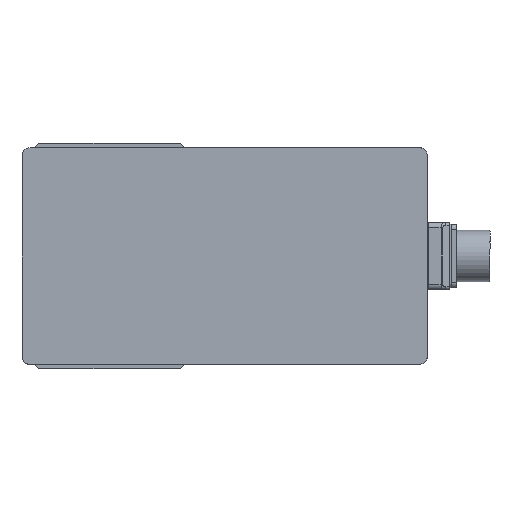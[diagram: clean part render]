
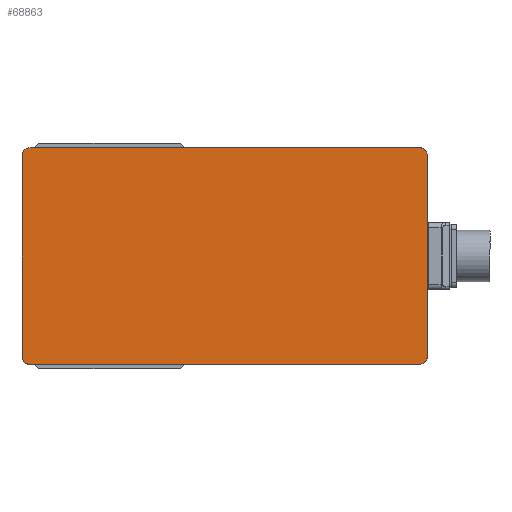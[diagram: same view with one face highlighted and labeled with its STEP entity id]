
A CAD part, front view. The second image highlights one B-rep face of the part: STEP entity #68863.
In plain terms, the highlighted face is planar.
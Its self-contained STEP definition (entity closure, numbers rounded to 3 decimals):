
#547 = AXIS2_PLACEMENT_3D ( 'NONE', #3448, #25833, #48261 ) ;
#678 = DIRECTION ( 'NONE',  ( -1., 0., 0. ) ) ;
#804 = CARTESIAN_POINT ( 'NONE',  ( -60., -52.501, -141. ) ) ;
#3448 = CARTESIAN_POINT ( 'NONE',  ( 60., -47.5, -141. ) ) ;
#3603 = DIRECTION ( 'NONE',  ( 0., 0., -1. ) ) ;
#5178 = CIRCLE ( 'NONE', #12201, 5.001 ) ;
#5382 = VECTOR ( 'NONE', #33457, 1000. ) ;
#5553 = LINE ( 'NONE', #12522, #5382 ) ;
#9903 = ORIENTED_EDGE ( 'NONE', *, *, #24369, .T. ) ;
#11310 = EDGE_CURVE ( 'NONE', #41308, #62305, #72588, .T. ) ;
#12201 = AXIS2_PLACEMENT_3D ( 'NONE', #31384, #64135, #678 ) ;
#12522 = CARTESIAN_POINT ( 'NONE',  ( -60., 190.501, -141. ) ) ;
#14185 = AXIS2_PLACEMENT_3D ( 'NONE', #42442, #53104, #53473 ) ;
#16955 = ORIENTED_EDGE ( 'NONE', *, *, #59951, .T. ) ;
#20111 = CARTESIAN_POINT ( 'NONE',  ( 60., -52.501, -141. ) ) ;
#20373 = VERTEX_POINT ( 'NONE', #60804 ) ;
#22536 = ORIENTED_EDGE ( 'NONE', *, *, #53958, .T. ) ;
#24197 = CIRCLE ( 'NONE', #71182, 5.001 ) ;
#24369 = EDGE_CURVE ( 'NONE', #62305, #20373, #52901, .T. ) ;
#25833 = DIRECTION ( 'NONE',  ( 0., 0., -1. ) ) ;
#26254 = VECTOR ( 'NONE', #62859, 1000. ) ;
#27000 = DIRECTION ( 'NONE',  ( 0., -1., 0. ) ) ;
#27129 = VERTEX_POINT ( 'NONE', #28386 ) ;
#27381 = ORIENTED_EDGE ( 'NONE', *, *, #55751, .T. ) ;
#28194 = CARTESIAN_POINT ( 'NONE',  ( 65.001, 185.5, -141. ) ) ;
#28386 = CARTESIAN_POINT ( 'NONE',  ( -60., 190.501, -141. ) ) ;
#28641 = CARTESIAN_POINT ( 'NONE',  ( 65.001, -47.5, -141. ) ) ;
#31384 = CARTESIAN_POINT ( 'NONE',  ( -60., 185.5, -141. ) ) ;
#31492 = CARTESIAN_POINT ( 'NONE',  ( 60., 185.5, -141. ) ) ;
#32588 = DIRECTION ( 'NONE',  ( -1., 0., 0. ) ) ;
#33049 = VERTEX_POINT ( 'NONE', #63317 ) ;
#33457 = DIRECTION ( 'NONE',  ( 1., 0., 0. ) ) ;
#36901 = ORIENTED_EDGE ( 'NONE', *, *, #38935, .T. ) ;
#37012 = DIRECTION ( 'NONE',  ( 0., 0., -1. ) ) ;
#38935 = EDGE_CURVE ( 'NONE', #60781, #27129, #5178, .T. ) ;
#40153 = EDGE_CURVE ( 'NONE', #64097, #41308, #58931, .T. ) ;
#40406 = CARTESIAN_POINT ( 'NONE',  ( -65.001, -47.5, -141. ) ) ;
#41294 = VECTOR ( 'NONE', #70834, 1000. ) ;
#41308 = VERTEX_POINT ( 'NONE', #28194 ) ;
#42442 = CARTESIAN_POINT ( 'NONE',  ( 60., -47.5, -141. ) ) ;
#43254 = DIRECTION ( 'NONE',  ( -1., 0., 0. ) ) ;
#44522 = ORIENTED_EDGE ( 'NONE', *, *, #40153, .T. ) ;
#44724 = EDGE_LOOP ( 'NONE', ( #9903, #22536, #45954, #27381, #36901, #16955, #44522, #47646 ) ) ;
#45938 = LINE ( 'NONE', #40406, #26254 ) ;
#45954 = ORIENTED_EDGE ( 'NONE', *, *, #60731, .T. ) ;
#47646 = ORIENTED_EDGE ( 'NONE', *, *, #11310, .T. ) ;
#48261 = DIRECTION ( 'NONE',  ( -1., 0., 0. ) ) ;
#49862 = LINE ( 'NONE', #20111, #41294 ) ;
#52901 = CIRCLE ( 'NONE', #14185, 5.001 ) ;
#53104 = DIRECTION ( 'NONE',  ( 0., 0., -1. ) ) ;
#53408 = PLANE ( 'NONE',  #547 ) ;
#53473 = DIRECTION ( 'NONE',  ( -1., 0., 0. ) ) ;
#53958 = EDGE_CURVE ( 'NONE', #20373, #71879, #49862, .T. ) ;
#54143 = FACE_OUTER_BOUND ( 'NONE', #44724, .T. ) ;
#54960 = CARTESIAN_POINT ( 'NONE',  ( 65.001, 185.5, -141. ) ) ;
#55751 = EDGE_CURVE ( 'NONE', #33049, #60781, #45938, .T. ) ;
#57363 = VECTOR ( 'NONE', #27000, 1000. ) ;
#58931 = CIRCLE ( 'NONE', #69483, 5.001 ) ;
#59062 = CARTESIAN_POINT ( 'NONE',  ( -65.001, 185.5, -141. ) ) ;
#59295 = CARTESIAN_POINT ( 'NONE',  ( 60., 190.501, -141. ) ) ;
#59951 = EDGE_CURVE ( 'NONE', #27129, #64097, #5553, .T. ) ;
#60731 = EDGE_CURVE ( 'NONE', #71879, #33049, #24197, .T. ) ;
#60781 = VERTEX_POINT ( 'NONE', #59062 ) ;
#60804 = CARTESIAN_POINT ( 'NONE',  ( 60., -52.501, -141. ) ) ;
#62305 = VERTEX_POINT ( 'NONE', #28641 ) ;
#62859 = DIRECTION ( 'NONE',  ( 0., 1., 0. ) ) ;
#63317 = CARTESIAN_POINT ( 'NONE',  ( -65.001, -47.5, -141. ) ) ;
#64097 = VERTEX_POINT ( 'NONE', #59295 ) ;
#64135 = DIRECTION ( 'NONE',  ( 0., 0., -1. ) ) ;
#64588 = CARTESIAN_POINT ( 'NONE',  ( -60., -47.5, -141. ) ) ;
#68863 = ADVANCED_FACE ( 'NONE', ( #54143 ), #53408, .T. ) ;
#69483 = AXIS2_PLACEMENT_3D ( 'NONE', #31492, #3603, #32588 ) ;
#70834 = DIRECTION ( 'NONE',  ( -1., 0., 0. ) ) ;
#71182 = AXIS2_PLACEMENT_3D ( 'NONE', #64588, #37012, #43254 ) ;
#71879 = VERTEX_POINT ( 'NONE', #804 ) ;
#72588 = LINE ( 'NONE', #54960, #57363 ) ;
